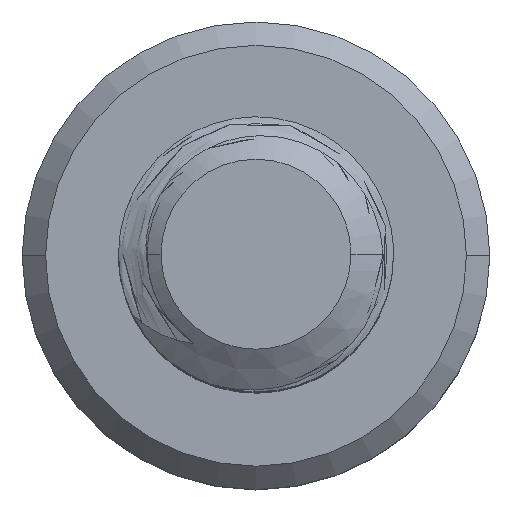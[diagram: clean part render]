
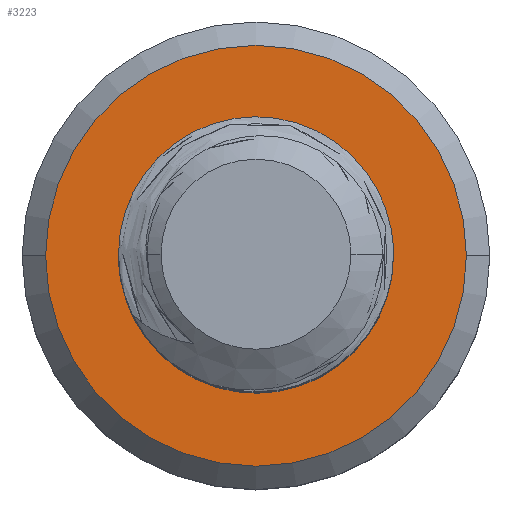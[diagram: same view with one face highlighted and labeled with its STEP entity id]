
A CAD part, top view. The second image highlights one B-rep face of the part: STEP entity #3223.
In plain terms, the highlighted planar face has unit normal (0, 0, 1).
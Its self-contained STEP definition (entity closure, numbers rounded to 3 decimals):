
#238 = DIRECTION ( 'NONE',  ( -1., 0., 0. ) ) ;
#330 = CARTESIAN_POINT ( 'NONE',  ( 1.835, 1.396, -16. ) ) ;
#337 = EDGE_LOOP ( 'NONE', ( #2490, #4930, #1274, #500 ) ) ;
#375 = CARTESIAN_POINT ( 'NONE',  ( -2.208, 1.026, -16. ) ) ;
#500 = ORIENTED_EDGE ( 'NONE', *, *, #3342, .T. ) ;
#522 = CARTESIAN_POINT ( 'NONE',  ( 2.169, 0.234, -16. ) ) ;
#609 = DIRECTION ( 'NONE',  ( 0., 0., 1. ) ) ;
#631 = VERTEX_POINT ( 'NONE', #5541 ) ;
#780 = CARTESIAN_POINT ( 'NONE',  ( 2.103, 0.787, -16. ) ) ;
#803 = CARTESIAN_POINT ( 'NONE',  ( -0.88, -1.893, -16. ) ) ;
#823 = CARTESIAN_POINT ( 'NONE',  ( -1.897, 1.614, -16. ) ) ;
#896 = EDGE_CURVE ( 'NONE', #2527, #2021, #4400, .T. ) ;
#940 = EDGE_LOOP ( 'NONE', ( #3443, #2722 ) ) ;
#996 = CARTESIAN_POINT ( 'NONE',  ( 2.144, -0.097, -16. ) ) ;
#1274 = ORIENTED_EDGE ( 'NONE', *, *, #5519, .T. ) ;
#1302 = CARTESIAN_POINT ( 'NONE',  ( -1.469, -1.582, -16. ) ) ;
#1370 = AXIS2_PLACEMENT_3D ( 'NONE', #1712, #4703, #2166 ) ;
#1482 = CARTESIAN_POINT ( 'NONE',  ( 2.068, -0.422, -16. ) ) ;
#1670 = EDGE_CURVE ( 'NONE', #2406, #4279, #2377, .T. ) ;
#1712 = CARTESIAN_POINT ( 'NONE',  ( 0., 0., -16. ) ) ;
#1719 = CARTESIAN_POINT ( 'NONE',  ( 0., 2.5, -16. ) ) ;
#1758 = DIRECTION ( 'NONE',  ( 0., 0., -1. ) ) ;
#1782 = CARTESIAN_POINT ( 'NONE',  ( -1.931, -1.103, -16. ) ) ;
#1954 = CARTESIAN_POINT ( 'NONE',  ( 1.943, -0.73, -16. ) ) ;
#2021 = VERTEX_POINT ( 'NONE', #2696 ) ;
#2075 = CARTESIAN_POINT ( 'NONE',  ( 3.825, 0., -16. ) ) ;
#2097 = CARTESIAN_POINT ( 'NONE',  ( 0., 0., -16. ) ) ;
#2111 = CARTESIAN_POINT ( 'NONE',  ( -3.825, 0., -16. ) ) ;
#2166 = DIRECTION ( 'NONE',  ( -1., 0., 0. ) ) ;
#2175 = CARTESIAN_POINT ( 'NONE',  ( -0.223, -2.003, -16. ) ) ;
#2188 = CARTESIAN_POINT ( 'NONE',  ( 0.439, 2.434, -16. ) ) ;
#2231 = CARTESIAN_POINT ( 'NONE',  ( -2.23, -0.506, -16. ) ) ;
#2247 = B_SPLINE_CURVE_WITH_KNOTS ( 'NONE', 3,
 ( #1719, #4339, #2188, #5109, #2656, #5493, #3113, #330, #3559, #780, #3995, #522, #3735, #996, #4149, #1482, #4529, #1954, #4905, #2411, #5293, #2881 ),
 .UNSPECIFIED., .F., .F.,
 ( 4, 2, 2, 2, 2, 2, 2, 2, 2, 2, 4 ),
 ( 0., 0.001, 0.001, 0.002, 0.003, 0.003, 0.004, 0.004, 0.004, 0.005, 0.005 ),
 .UNSPECIFIED. ) ;
#2348 = CIRCLE ( 'NONE', #4805, 1.98 ) ;
#2377 = CIRCLE ( 'NONE', #3312, 3.825 ) ;
#2406 = VERTEX_POINT ( 'NONE', #2075 ) ;
#2411 = CARTESIAN_POINT ( 'NONE',  ( 1.711, -1.11, -16. ) ) ;
#2490 = ORIENTED_EDGE ( 'NONE', *, *, #896, .F. ) ;
#2509 = EDGE_CURVE ( 'NONE', #2527, #631, #2247, .T. ) ;
#2527 = VERTEX_POINT ( 'NONE', #3322 ) ;
#2537 = DIRECTION ( 'NONE',  ( 0., 0., 1. ) ) ;
#2656 = CARTESIAN_POINT ( 'NONE',  ( 1.052, 2.17, -16. ) ) ;
#2696 = CARTESIAN_POINT ( 'NONE',  ( -1.752, 1.784, -16. ) ) ;
#2701 = CARTESIAN_POINT ( 'NONE',  ( -2.347, 0.148, -16. ) ) ;
#2720 = AXIS2_PLACEMENT_3D ( 'NONE', #2097, #3020, #238 ) ;
#2722 = ORIENTED_EDGE ( 'NONE', *, *, #1670, .T. ) ;
#2807 = FACE_BOUND ( 'NONE', #337, .T. ) ;
#2881 = CARTESIAN_POINT ( 'NONE',  ( 1.388, -1.413, -16. ) ) ;
#3020 = DIRECTION ( 'NONE',  ( 0., 0., -1. ) ) ;
#3113 = CARTESIAN_POINT ( 'NONE',  ( 1.567, 1.747, -16. ) ) ;
#3160 = CARTESIAN_POINT ( 'NONE',  ( -2.275, 0.81, -16. ) ) ;
#3223 = ADVANCED_FACE ( 'NONE', ( #4733, #2807 ), #4274, .F. ) ;
#3312 = AXIS2_PLACEMENT_3D ( 'NONE', #5012, #2537, #5392 ) ;
#3322 = CARTESIAN_POINT ( 'NONE',  ( 0., 2.5, -16. ) ) ;
#3342 = EDGE_CURVE ( 'NONE', #4744, #2021, #4876, .T. ) ;
#3396 = CARTESIAN_POINT ( 'NONE',  ( 0., 0., -16. ) ) ;
#3443 = ORIENTED_EDGE ( 'NONE', *, *, #4778, .T. ) ;
#3483 = CARTESIAN_POINT ( 'NONE',  ( 0., -1.98, -16. ) ) ;
#3557 = CIRCLE ( 'NONE', #1370, 3.825 ) ;
#3559 = CARTESIAN_POINT ( 'NONE',  ( 1.947, 1.199, -16. ) ) ;
#3580 = CARTESIAN_POINT ( 'NONE',  ( -0.443, -1.99, -16. ) ) ;
#3600 = CARTESIAN_POINT ( 'NONE',  ( -2.018, 1.425, -16. ) ) ;
#3735 = CARTESIAN_POINT ( 'NONE',  ( 2.166, 0.124, -16. ) ) ;
#3832 = DIRECTION ( 'NONE',  ( 1., 0., 0. ) ) ;
#3995 = CARTESIAN_POINT ( 'NONE',  ( 2.151, 0.565, -16. ) ) ;
#4015 = CARTESIAN_POINT ( 'NONE',  ( -1.086, -1.811, -16. ) ) ;
#4030 = CARTESIAN_POINT ( 'NONE',  ( -1.752, 1.784, -16. ) ) ;
#4149 = CARTESIAN_POINT ( 'NONE',  ( 2.124, -0.208, -16. ) ) ;
#4274 = PLANE ( 'NONE',  #2720 ) ;
#4279 = VERTEX_POINT ( 'NONE', #2111 ) ;
#4339 = CARTESIAN_POINT ( 'NONE',  ( 0.223, 2.482, -16. ) ) ;
#4369 = CARTESIAN_POINT ( 'NONE',  ( 0., 0., -16. ) ) ;
#4390 = CARTESIAN_POINT ( 'NONE',  ( -1.64, -1.439, -16. ) ) ;
#4400 = CIRCLE ( 'NONE', #5370, 2.5 ) ;
#4529 = CARTESIAN_POINT ( 'NONE',  ( 2.031, -0.527, -16. ) ) ;
#4703 = DIRECTION ( 'NONE',  ( 0., 0., 1. ) ) ;
#4733 = FACE_OUTER_BOUND ( 'NONE', #940, .T. ) ;
#4738 = DIRECTION ( 'NONE',  ( 1., 0., 0. ) ) ;
#4744 = VERTEX_POINT ( 'NONE', #3483 ) ;
#4762 = CARTESIAN_POINT ( 'NONE',  ( -2.049, -0.913, -16. ) ) ;
#4778 = EDGE_CURVE ( 'NONE', #4279, #2406, #3557, .T. ) ;
#4805 = AXIS2_PLACEMENT_3D ( 'NONE', #4369, #1758, #4738 ) ;
#4876 = B_SPLINE_CURVE_WITH_KNOTS ( 'NONE', 3,
 ( #5482, #2175, #3580, #803, #4015, #1302, #4390, #1782, #4762, #2231, #5140, #2701, #5535, #3160, #375, #3600, #823, #4030 ),
 .UNSPECIFIED., .F., .F.,
 ( 4, 2, 2, 2, 2, 2, 2, 2, 4 ),
 ( 0., 0.001, 0.001, 0.002, 0.003, 0.003, 0.004, 0.005, 0.005 ),
 .UNSPECIFIED. ) ;
#4905 = CARTESIAN_POINT ( 'NONE',  ( 1.89, -0.829, -16. ) ) ;
#4930 = ORIENTED_EDGE ( 'NONE', *, *, #2509, .T. ) ;
#5012 = CARTESIAN_POINT ( 'NONE',  ( 0., 0., -16. ) ) ;
#5109 = CARTESIAN_POINT ( 'NONE',  ( 0.858, 2.276, -16. ) ) ;
#5140 = CARTESIAN_POINT ( 'NONE',  ( -2.29, -0.29, -16. ) ) ;
#5293 = CARTESIAN_POINT ( 'NONE',  ( 1.564, -1.275, -16. ) ) ;
#5370 = AXIS2_PLACEMENT_3D ( 'NONE', #3396, #609, #3832 ) ;
#5392 = DIRECTION ( 'NONE',  ( -1., 0., 0. ) ) ;
#5482 = CARTESIAN_POINT ( 'NONE',  ( 0., -1.98, -16. ) ) ;
#5493 = CARTESIAN_POINT ( 'NONE',  ( 1.408, 1.905, -16. ) ) ;
#5519 = EDGE_CURVE ( 'NONE', #631, #4744, #2348, .T. ) ;
#5535 = CARTESIAN_POINT ( 'NONE',  ( -2.344, 0.374, -16. ) ) ;
#5541 = CARTESIAN_POINT ( 'NONE',  ( 1.388, -1.413, -16. ) ) ;
